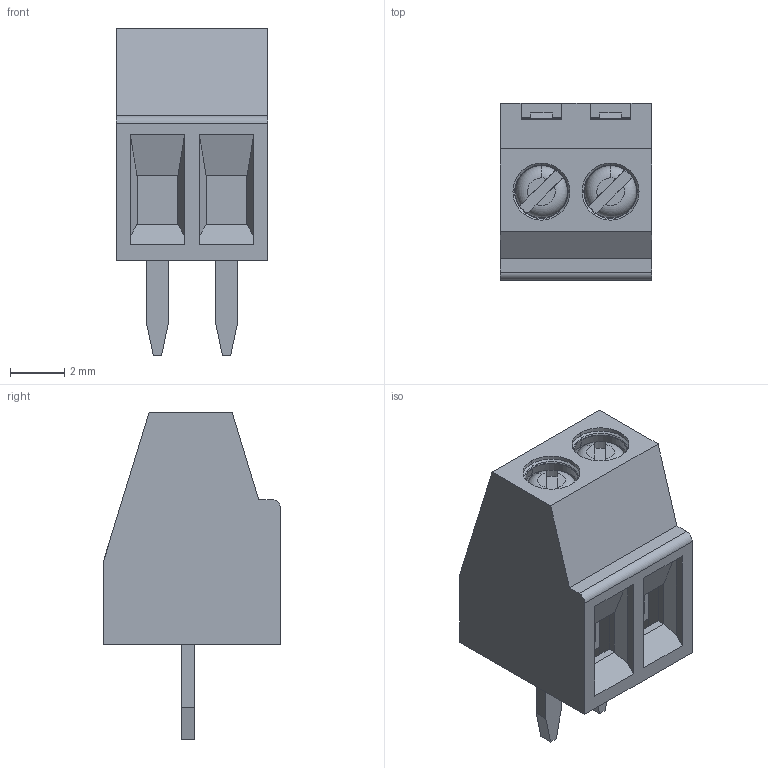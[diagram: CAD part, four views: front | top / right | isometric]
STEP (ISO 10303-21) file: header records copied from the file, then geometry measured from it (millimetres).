
FILE_DESCRIPTION (( 'STEP AP214' ), '1' );
FILE_NAME ('CONN-TH_XY308-2.54-2P.STEP', '2024-08-23T07:55:00', ( '' ), ( '' ), 'SwSTEP 2.0', 'SolidWorks 2021', '' );
FILE_SCHEMA (( 'AUTOMOTIVE_DESIGN' ));
Length unit declared in the file: millimetre
Products named in the file (1): CONN-TH_XY308-2.54-2P
Bounding box: 5.58 x 6.5 x 12 mm (x, y, z)
Volume: 164.5 mm3; surface area: 703.6 mm2
Topology: 5 solids, 5 shells, 486 faces, 1303 edges, 852 vertices
Faces by surface type: plane 325, bspline 98, cylinder 37, torus 14, cone 12
Entity records: 20981 total; most frequent: CARTESIAN_POINT 3988, ORIENTED_EDGE 2606, DIRECTION 1983, EDGE_CURVE 1303, VECTOR 985, LINE 985, VERTEX_POINT 852, EDGE_LOOP 527
